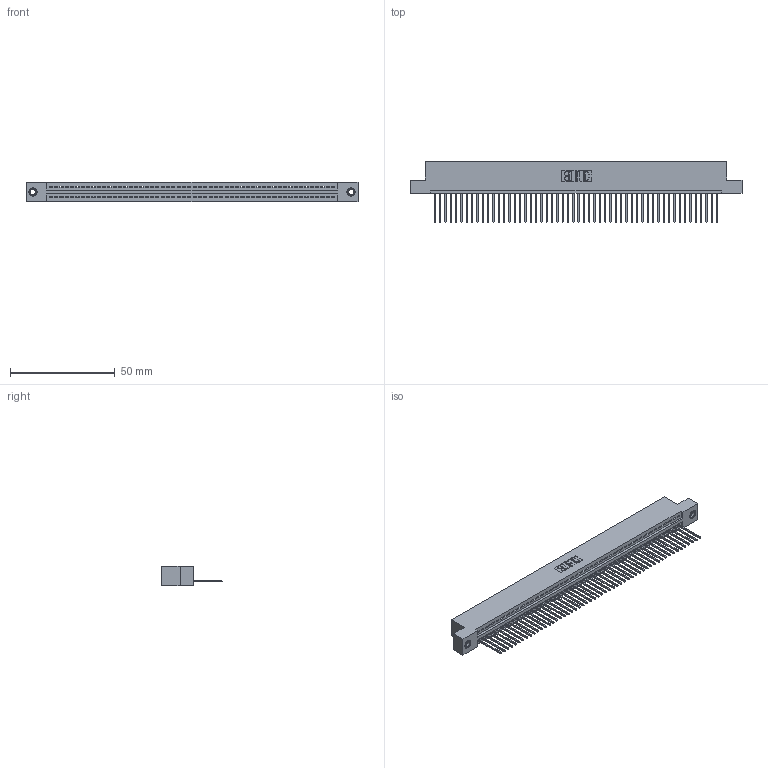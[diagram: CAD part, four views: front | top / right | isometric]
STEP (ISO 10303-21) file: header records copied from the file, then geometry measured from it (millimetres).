
FILE_DESCRIPTION (( 'STEP AP203' ), '1' );
FILE_NAME ('395-054-540-107.STEP', '2018-11-21T08:33:23', ( '' ), ( '' ), 'SwSTEP 2.0', 'SolidWorks 2016', '' );
FILE_SCHEMA (( 'CONFIG_CONTROL_DESIGN' ));
Length unit declared in the file: inch
Products named in the file (4): 345-292-001_345-293-140; 395-054-540-107; 345 Part_Flush Mounting Lugs - 0.156 Dia-TI; 345-250-001_345-250-005-103
Assembly tree (57 placements, depth 2):
  395-054-540-107
    345 Part_Flush Mounting Lugs - 0.156 Dia-TI
    345-292-001_345-293-140  x54
    345-250-001_345-250-005-103  x2
Bounding box: 158.37 x 29.13 x 9.4 mm (x, y, z)
Volume: 15200 mm3; surface area: 20921.2 mm2
Topology: 57 solids, 57 shells, 3318 faces, 9981 edges, 6574 vertices
Faces by surface type: plane 2272, cylinder 1030, cone 12, torus 4
Entity records: 40230 total; most frequent: CARTESIAN_POINT 6949, ORIENTED_EDGE 6930, DIRECTION 6079, EDGE_CURVE 3465, LINE 3097, VECTOR 3097, VERTEX_POINT 2304, AXIS2_PLACEMENT_3D 1491
